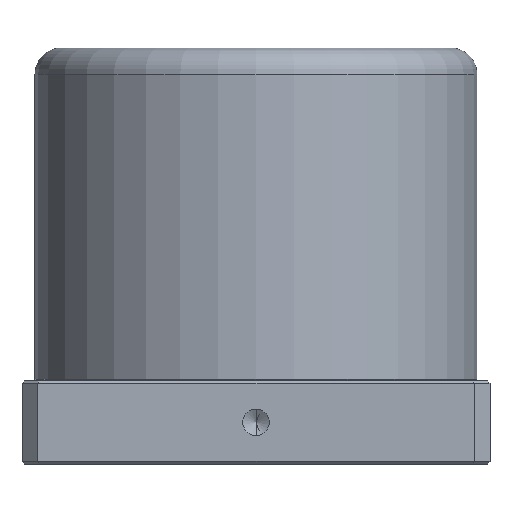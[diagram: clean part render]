
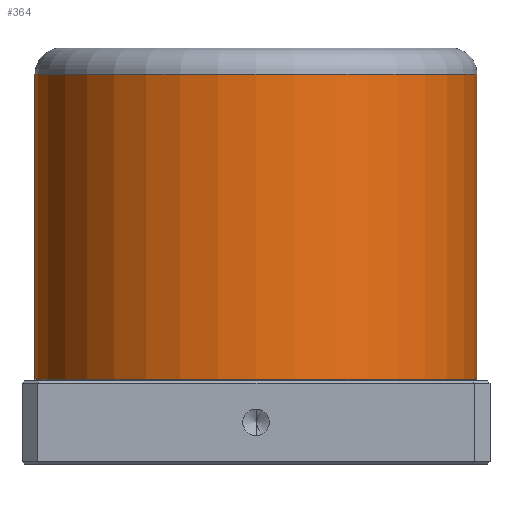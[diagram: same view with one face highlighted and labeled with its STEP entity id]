
A CAD part, left-side view. The second image highlights one B-rep face of the part: STEP entity #364.
In plain terms, the highlighted cylindrical face has radius 42.5 mm (diameter 85 mm), a partial arc.
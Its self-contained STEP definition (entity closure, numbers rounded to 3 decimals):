
#154 = AXIS2_PLACEMENT_3D ( 'NONE', #4048, #3873, #4657 ) ;
#299 = EDGE_LOOP ( 'NONE', ( #2162, #8070, #7524, #995 ) ) ;
#364 = ADVANCED_FACE ( 'NONE', ( #2329 ), #10555, .T. ) ;
#455 = CARTESIAN_POINT ( 'NONE',  ( 0., -42.5, 75. ) ) ;
#861 = AXIS2_PLACEMENT_3D ( 'NONE', #7410, #2000, #8316 ) ;
#995 = ORIENTED_EDGE ( 'NONE', *, *, #9544, .F. ) ;
#1153 = VECTOR ( 'NONE', #7587, 1000. ) ;
#1464 = LINE ( 'NONE', #9392, #1153 ) ;
#1512 = CARTESIAN_POINT ( 'NONE',  ( 0., 42.5, 16.3 ) ) ;
#1713 = EDGE_CURVE ( 'NONE', #6054, #10906, #6975, .T. ) ;
#1969 = CARTESIAN_POINT ( 'NONE',  ( 0., -42.5, 16.3 ) ) ;
#2000 = DIRECTION ( 'NONE',  ( 0., 0., 1. ) ) ;
#2162 = ORIENTED_EDGE ( 'NONE', *, *, #1713, .T. ) ;
#2329 = FACE_OUTER_BOUND ( 'NONE', #299, .T. ) ;
#2487 = EDGE_CURVE ( 'NONE', #10906, #6907, #1464, .T. ) ;
#3873 = DIRECTION ( 'NONE',  ( 0., 0., -1. ) ) ;
#4048 = CARTESIAN_POINT ( 'NONE',  ( 0., 0., 29.567 ) ) ;
#4657 = DIRECTION ( 'NONE',  ( 0., -1., 0. ) ) ;
#6054 = VERTEX_POINT ( 'NONE', #455 ) ;
#6431 = DIRECTION ( 'NONE',  ( 0., 0., -1. ) ) ;
#6473 = CARTESIAN_POINT ( 'NONE',  ( 0., 0., 75. ) ) ;
#6907 = VERTEX_POINT ( 'NONE', #1512 ) ;
#6975 = CIRCLE ( 'NONE', #7224, 42.5 ) ;
#7224 = AXIS2_PLACEMENT_3D ( 'NONE', #6473, #6431, #9061 ) ;
#7410 = CARTESIAN_POINT ( 'NONE',  ( 0., 0., 16.3 ) ) ;
#7524 = ORIENTED_EDGE ( 'NONE', *, *, #9864, .T. ) ;
#7587 = DIRECTION ( 'NONE',  ( 0., 0., -1. ) ) ;
#7891 = VECTOR ( 'NONE', #8895, 1000. ) ;
#7970 = CARTESIAN_POINT ( 'NONE',  ( 0., -42.5, 29.567 ) ) ;
#8070 = ORIENTED_EDGE ( 'NONE', *, *, #2487, .T. ) ;
#8316 = DIRECTION ( 'NONE',  ( 0., -1., 0. ) ) ;
#8446 = CIRCLE ( 'NONE', #861, 42.5 ) ;
#8792 = VERTEX_POINT ( 'NONE', #1969 ) ;
#8895 = DIRECTION ( 'NONE',  ( 0., 0., -1. ) ) ;
#9061 = DIRECTION ( 'NONE',  ( 0., 1., 0. ) ) ;
#9392 = CARTESIAN_POINT ( 'NONE',  ( 0., 42.5, 29.567 ) ) ;
#9544 = EDGE_CURVE ( 'NONE', #6054, #8792, #11475, .T. ) ;
#9864 = EDGE_CURVE ( 'NONE', #6907, #8792, #8446, .T. ) ;
#10469 = CARTESIAN_POINT ( 'NONE',  ( 0., 42.5, 75. ) ) ;
#10555 = CYLINDRICAL_SURFACE ( 'NONE', #154, 42.5 ) ;
#10906 = VERTEX_POINT ( 'NONE', #10469 ) ;
#11475 = LINE ( 'NONE', #7970, #7891 ) ;
